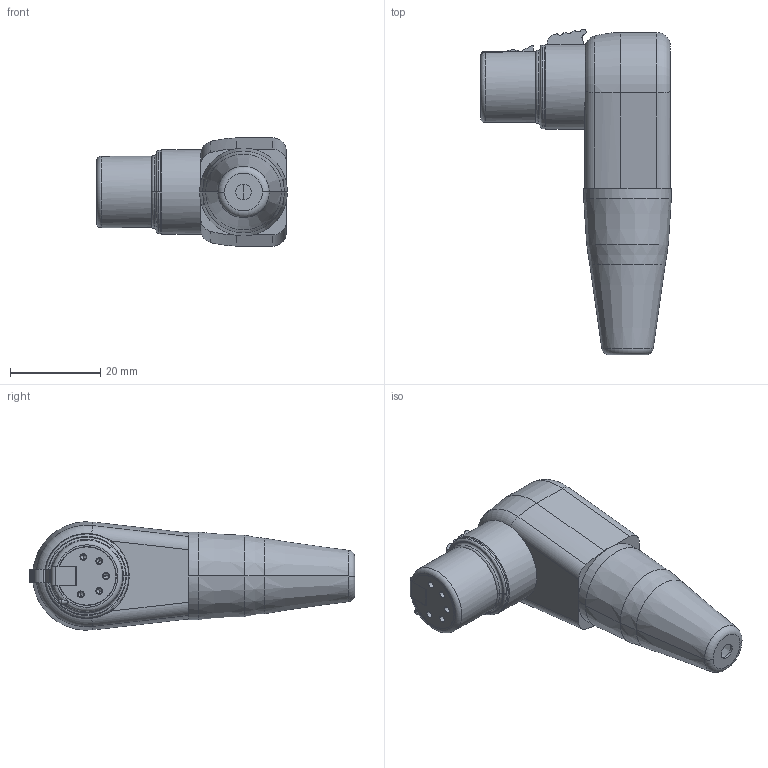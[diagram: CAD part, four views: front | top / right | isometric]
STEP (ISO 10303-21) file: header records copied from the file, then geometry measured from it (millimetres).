
FILE_DESCRIPTION((''),'2;1');
FILE_NAME('RC5FR_','2021-04-27T',('xhp'),(''),'PRO/ENGINEER BY PARAMETRIC TECHNOLOGY CORPORATION, 2013040','PRO/ENGINEER BY PARAMETRIC TECHNOLOGY CORPORATION, 2013040','');
FILE_SCHEMA(('CONFIG_CONTROL_DESIGN'));
Length unit declared in the file: millimetre
Products named in the file (1): RC5FR_
Bounding box: 42.2 x 72.03 x 23.96 mm (x, y, z)
Volume: 18982.3 mm3; surface area: 15385.6 mm2
Topology: 1 solids, 12 shells, 662 faces, 1811 edges, 1159 vertices
Faces by surface type: plane 276, cylinder 221, cone 115, torus 46, sphere 2, bspline 1, extrusion 1
Entity records: 21835 total; most frequent: CARTESIAN_POINT 4854, ORIENTED_EDGE 3598, DIRECTION 3564, EDGE_CURVE 1799, AXIS2_PLACEMENT_3D 1331, VERTEX_POINT 1160, VECTOR 902, LINE 901
